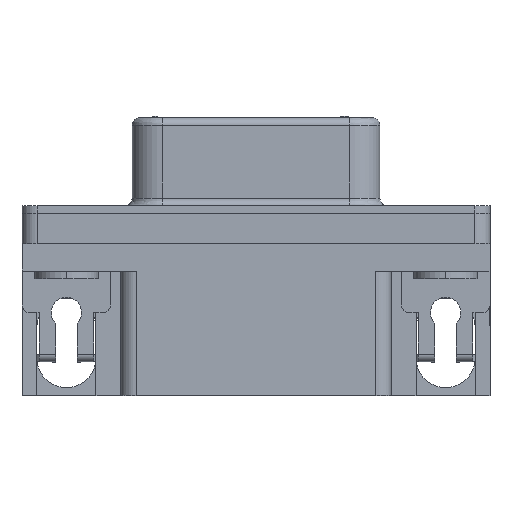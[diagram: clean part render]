
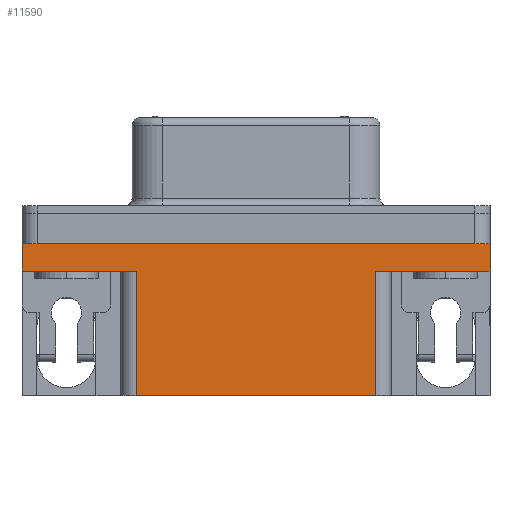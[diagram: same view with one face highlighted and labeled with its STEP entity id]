
A CAD part, top view. The second image highlights one B-rep face of the part: STEP entity #11590.
In plain terms, the highlighted planar face has unit normal (0, 0, 1).
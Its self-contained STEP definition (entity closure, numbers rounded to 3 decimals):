
#584 = VERTEX_POINT ( 'NONE', #6786 ) ;
#673 = DIRECTION ( 'NONE',  ( 0., 1., 0. ) ) ;
#675 = VECTOR ( 'NONE', #4316, 1000. ) ;
#804 = ORIENTED_EDGE ( 'NONE', *, *, #7685, .F. ) ;
#842 = VERTEX_POINT ( 'NONE', #9544 ) ;
#911 = ORIENTED_EDGE ( 'NONE', *, *, #11596, .F. ) ;
#1122 = EDGE_LOOP ( 'NONE', ( #12910, #8813, #2625, #1589, #2119, #911, #804, #7972 ) ) ;
#1512 = LINE ( 'NONE', #10926, #7152 ) ;
#1589 = ORIENTED_EDGE ( 'NONE', *, *, #6537, .F. ) ;
#2119 = ORIENTED_EDGE ( 'NONE', *, *, #12885, .F. ) ;
#2163 = CARTESIAN_POINT ( 'NONE',  ( 15.42, -2.48, 10.55 ) ) ;
#2241 = DIRECTION ( 'NONE',  ( -1., 0., 0. ) ) ;
#2534 = LINE ( 'NONE', #2791, #8873 ) ;
#2567 = AXIS2_PLACEMENT_3D ( 'NONE', #11815, #13007, #5791 ) ;
#2568 = CARTESIAN_POINT ( 'NONE',  ( 7.9, 5.72, 10.55 ) ) ;
#2625 = ORIENTED_EDGE ( 'NONE', *, *, #7056, .F. ) ;
#2692 = EDGE_CURVE ( 'NONE', #8841, #12567, #7268, .T. ) ;
#2699 = VERTEX_POINT ( 'NONE', #2568 ) ;
#2791 = CARTESIAN_POINT ( 'NONE',  ( 0., 5.72, 10.55 ) ) ;
#2853 = VECTOR ( 'NONE', #6574, 1000. ) ;
#3106 = VECTOR ( 'NONE', #5273, 1000. ) ;
#3516 = LINE ( 'NONE', #4397, #3798 ) ;
#3533 = DIRECTION ( 'NONE',  ( 1., 0., 0. ) ) ;
#3597 = PLANE ( 'NONE',  #2567 ) ;
#3798 = VECTOR ( 'NONE', #2241, 1000. ) ;
#4165 = CARTESIAN_POINT ( 'NONE',  ( -15.42, 5.72, 10.55 ) ) ;
#4316 = DIRECTION ( 'NONE',  ( 0., -1., 0. ) ) ;
#4397 = CARTESIAN_POINT ( 'NONE',  ( 0., 5.72, 10.55 ) ) ;
#4564 = CARTESIAN_POINT ( 'NONE',  ( 7.9, 2.52, 10.55 ) ) ;
#5135 = VERTEX_POINT ( 'NONE', #4165 ) ;
#5273 = DIRECTION ( 'NONE',  ( -1., 0., 0. ) ) ;
#5719 = CARTESIAN_POINT ( 'NONE',  ( -15.42, 7.52, 10.55 ) ) ;
#5791 = DIRECTION ( 'NONE',  ( -1., 0., 0. ) ) ;
#5853 = FACE_OUTER_BOUND ( 'NONE', #1122, .T. ) ;
#6211 = EDGE_CURVE ( 'NONE', #2699, #12726, #9687, .T. ) ;
#6343 = LINE ( 'NONE', #11352, #3106 ) ;
#6422 = CARTESIAN_POINT ( 'NONE',  ( 15.42, 5.72, 10.55 ) ) ;
#6433 = LINE ( 'NONE', #7378, #2853 ) ;
#6537 = EDGE_CURVE ( 'NONE', #5135, #11839, #6433, .T. ) ;
#6574 = DIRECTION ( 'NONE',  ( 0., 1., 0. ) ) ;
#6618 = DIRECTION ( 'NONE',  ( -1., 0., 0. ) ) ;
#6786 = CARTESIAN_POINT ( 'NONE',  ( -7.9, 5.72, 10.55 ) ) ;
#6974 = EDGE_CURVE ( 'NONE', #12567, #2699, #2534, .T. ) ;
#7056 = EDGE_CURVE ( 'NONE', #11839, #8841, #1512, .T. ) ;
#7152 = VECTOR ( 'NONE', #3533, 1000. ) ;
#7268 = LINE ( 'NONE', #2163, #7809 ) ;
#7378 = CARTESIAN_POINT ( 'NONE',  ( -15.42, 9.52, 10.55 ) ) ;
#7685 = EDGE_CURVE ( 'NONE', #12726, #842, #6343, .T. ) ;
#7809 = VECTOR ( 'NONE', #12666, 1000. ) ;
#7972 = ORIENTED_EDGE ( 'NONE', *, *, #6211, .F. ) ;
#8106 = CARTESIAN_POINT ( 'NONE',  ( 7.9, -2.48, 10.55 ) ) ;
#8813 = ORIENTED_EDGE ( 'NONE', *, *, #2692, .F. ) ;
#8841 = VERTEX_POINT ( 'NONE', #11020 ) ;
#8873 = VECTOR ( 'NONE', #6618, 1000. ) ;
#9439 = VECTOR ( 'NONE', #673, 1000. ) ;
#9544 = CARTESIAN_POINT ( 'NONE',  ( -7.9, -2.48, 10.55 ) ) ;
#9687 = LINE ( 'NONE', #4564, #675 ) ;
#9971 = CARTESIAN_POINT ( 'NONE',  ( -7.9, 2.52, 10.55 ) ) ;
#10926 = CARTESIAN_POINT ( 'NONE',  ( 0., 7.52, 10.55 ) ) ;
#11020 = CARTESIAN_POINT ( 'NONE',  ( 15.42, 7.52, 10.55 ) ) ;
#11352 = CARTESIAN_POINT ( 'NONE',  ( -15.42, -2.48, 10.55 ) ) ;
#11590 = ADVANCED_FACE ( 'NONE', ( #5853 ), #3597, .F. ) ;
#11596 = EDGE_CURVE ( 'NONE', #842, #584, #12068, .T. ) ;
#11815 = CARTESIAN_POINT ( 'NONE',  ( 0., 2.52, 10.55 ) ) ;
#11839 = VERTEX_POINT ( 'NONE', #5719 ) ;
#12068 = LINE ( 'NONE', #9971, #9439 ) ;
#12567 = VERTEX_POINT ( 'NONE', #6422 ) ;
#12666 = DIRECTION ( 'NONE',  ( 0., -1., 0. ) ) ;
#12726 = VERTEX_POINT ( 'NONE', #8106 ) ;
#12885 = EDGE_CURVE ( 'NONE', #584, #5135, #3516, .T. ) ;
#12910 = ORIENTED_EDGE ( 'NONE', *, *, #6974, .F. ) ;
#13007 = DIRECTION ( 'NONE',  ( 0., 0., -1. ) ) ;
